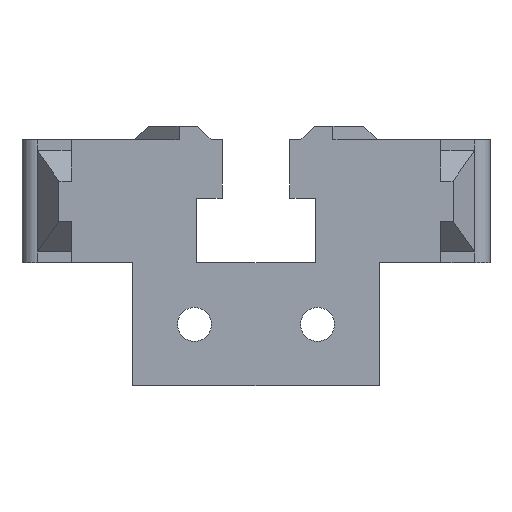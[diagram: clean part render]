
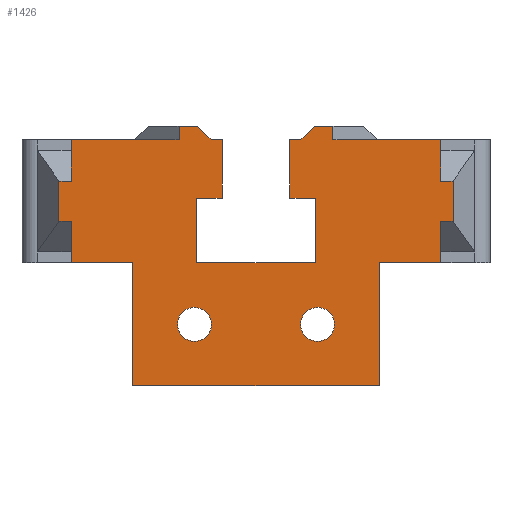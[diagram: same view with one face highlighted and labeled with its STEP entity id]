
A CAD part, front view. The second image highlights one B-rep face of the part: STEP entity #1426.
In plain terms, the highlighted planar face has unit normal (0, -1, 0).
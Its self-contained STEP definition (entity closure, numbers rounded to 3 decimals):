
#19=FACE_BOUND('',#121,.T.);
#20=FACE_BOUND('',#122,.T.);
#28=CIRCLE('',#1518,2.75);
#29=CIRCLE('',#1519,2.75);
#44=FACE_OUTER_BOUND('',#120,.T.);
#120=EDGE_LOOP('',(#978,#979,#980,#981,#982,#983,#984,#985,#986,#987,#988,
#989,#990,#991,#992,#993,#994,#995,#996,#997,#998,#999,#1000,#1001,#1002,
#1003,#1004,#1005,#1006,#1007,#1008,#1009));
#121=EDGE_LOOP('',(#1010));
#122=EDGE_LOOP('',(#1011));
#204=LINE('',#1983,#402);
#211=LINE('',#1997,#409);
#219=LINE('',#2014,#417);
#221=LINE('',#2020,#419);
#228=LINE('',#2033,#426);
#229=LINE('',#2035,#427);
#230=LINE('',#2038,#428);
#231=LINE('',#2040,#429);
#232=LINE('',#2042,#430);
#233=LINE('',#2044,#431);
#234=LINE('',#2046,#432);
#235=LINE('',#2048,#433);
#236=LINE('',#2050,#434);
#237=LINE('',#2051,#435);
#238=LINE('',#2053,#436);
#239=LINE('',#2055,#437);
#240=LINE('',#2057,#438);
#241=LINE('',#2059,#439);
#242=LINE('',#2061,#440);
#243=LINE('',#2063,#441);
#244=LINE('',#2065,#442);
#245=LINE('',#2067,#443);
#246=LINE('',#2069,#444);
#247=LINE('',#2071,#445);
#248=LINE('',#2073,#446);
#249=LINE('',#2075,#447);
#250=LINE('',#2077,#448);
#251=LINE('',#2079,#449);
#252=LINE('',#2081,#450);
#253=LINE('',#2083,#451);
#254=LINE('',#2085,#452);
#255=LINE('',#2086,#453);
#402=VECTOR('',#1608,10.);
#409=VECTOR('',#1619,10.);
#417=VECTOR('',#1629,10.);
#419=VECTOR('',#1633,10.);
#426=VECTOR('',#1644,10.);
#427=VECTOR('',#1647,10.);
#428=VECTOR('',#1650,10.);
#429=VECTOR('',#1651,10.);
#430=VECTOR('',#1652,10.);
#431=VECTOR('',#1653,10.);
#432=VECTOR('',#1654,10.);
#433=VECTOR('',#1655,10.);
#434=VECTOR('',#1656,10.);
#435=VECTOR('',#1657,10.);
#436=VECTOR('',#1658,10.);
#437=VECTOR('',#1659,10.);
#438=VECTOR('',#1660,10.);
#439=VECTOR('',#1661,10.);
#440=VECTOR('',#1662,10.);
#441=VECTOR('',#1663,10.);
#442=VECTOR('',#1664,10.);
#443=VECTOR('',#1665,10.);
#444=VECTOR('',#1666,10.);
#445=VECTOR('',#1667,10.);
#446=VECTOR('',#1668,10.);
#447=VECTOR('',#1669,10.);
#448=VECTOR('',#1670,10.);
#449=VECTOR('',#1671,10.);
#450=VECTOR('',#1672,10.);
#451=VECTOR('',#1673,10.);
#452=VECTOR('',#1674,10.);
#453=VECTOR('',#1675,10.);
#600=VERTEX_POINT('',#1980);
#601=VERTEX_POINT('',#1982);
#605=VERTEX_POINT('',#1994);
#606=VERTEX_POINT('',#1996);
#614=VERTEX_POINT('',#2012);
#615=VERTEX_POINT('',#2016);
#617=VERTEX_POINT('',#2019);
#621=VERTEX_POINT('',#2031);
#622=VERTEX_POINT('',#2037);
#623=VERTEX_POINT('',#2039);
#624=VERTEX_POINT('',#2041);
#625=VERTEX_POINT('',#2043);
#626=VERTEX_POINT('',#2045);
#627=VERTEX_POINT('',#2047);
#628=VERTEX_POINT('',#2049);
#629=VERTEX_POINT('',#2052);
#630=VERTEX_POINT('',#2054);
#631=VERTEX_POINT('',#2056);
#632=VERTEX_POINT('',#2058);
#633=VERTEX_POINT('',#2060);
#634=VERTEX_POINT('',#2062);
#635=VERTEX_POINT('',#2064);
#636=VERTEX_POINT('',#2066);
#637=VERTEX_POINT('',#2068);
#638=VERTEX_POINT('',#2070);
#639=VERTEX_POINT('',#2072);
#640=VERTEX_POINT('',#2074);
#641=VERTEX_POINT('',#2076);
#642=VERTEX_POINT('',#2078);
#643=VERTEX_POINT('',#2080);
#644=VERTEX_POINT('',#2082);
#645=VERTEX_POINT('',#2084);
#646=VERTEX_POINT('',#2087);
#647=VERTEX_POINT('',#2089);
#736=EDGE_CURVE('',#600,#601,#204,.T.);
#743=EDGE_CURVE('',#606,#605,#211,.T.);
#752=EDGE_CURVE('',#600,#614,#219,.T.);
#754=EDGE_CURVE('',#615,#617,#221,.T.);
#761=EDGE_CURVE('',#621,#605,#228,.T.);
#762=EDGE_CURVE('',#621,#601,#229,.T.);
#763=EDGE_CURVE('',#614,#622,#230,.T.);
#764=EDGE_CURVE('',#622,#623,#231,.T.);
#765=EDGE_CURVE('',#623,#624,#232,.T.);
#766=EDGE_CURVE('',#624,#625,#233,.T.);
#767=EDGE_CURVE('',#625,#626,#234,.T.);
#768=EDGE_CURVE('',#626,#627,#235,.T.);
#769=EDGE_CURVE('',#627,#628,#236,.T.);
#770=EDGE_CURVE('',#628,#617,#237,.T.);
#771=EDGE_CURVE('',#629,#615,#238,.T.);
#772=EDGE_CURVE('',#629,#630,#239,.T.);
#773=EDGE_CURVE('',#630,#631,#240,.T.);
#774=EDGE_CURVE('',#631,#632,#241,.T.);
#775=EDGE_CURVE('',#632,#633,#242,.T.);
#776=EDGE_CURVE('',#633,#634,#243,.T.);
#777=EDGE_CURVE('',#635,#634,#244,.T.);
#778=EDGE_CURVE('',#635,#636,#245,.T.);
#779=EDGE_CURVE('',#636,#637,#246,.T.);
#780=EDGE_CURVE('',#637,#638,#247,.T.);
#781=EDGE_CURVE('',#638,#639,#248,.T.);
#782=EDGE_CURVE('',#639,#640,#249,.T.);
#783=EDGE_CURVE('',#640,#641,#250,.T.);
#784=EDGE_CURVE('',#641,#642,#251,.T.);
#785=EDGE_CURVE('',#642,#643,#252,.T.);
#786=EDGE_CURVE('',#644,#643,#253,.T.);
#787=EDGE_CURVE('',#645,#644,#254,.T.);
#788=EDGE_CURVE('',#645,#606,#255,.T.);
#789=EDGE_CURVE('',#646,#646,#28,.T.);
#790=EDGE_CURVE('',#647,#647,#29,.T.);
#978=ORIENTED_EDGE('',*,*,#752,.T.);
#979=ORIENTED_EDGE('',*,*,#763,.T.);
#980=ORIENTED_EDGE('',*,*,#764,.T.);
#981=ORIENTED_EDGE('',*,*,#765,.T.);
#982=ORIENTED_EDGE('',*,*,#766,.T.);
#983=ORIENTED_EDGE('',*,*,#767,.T.);
#984=ORIENTED_EDGE('',*,*,#768,.T.);
#985=ORIENTED_EDGE('',*,*,#769,.T.);
#986=ORIENTED_EDGE('',*,*,#770,.T.);
#987=ORIENTED_EDGE('',*,*,#754,.F.);
#988=ORIENTED_EDGE('',*,*,#771,.F.);
#989=ORIENTED_EDGE('',*,*,#772,.T.);
#990=ORIENTED_EDGE('',*,*,#773,.T.);
#991=ORIENTED_EDGE('',*,*,#774,.T.);
#992=ORIENTED_EDGE('',*,*,#775,.T.);
#993=ORIENTED_EDGE('',*,*,#776,.T.);
#994=ORIENTED_EDGE('',*,*,#777,.F.);
#995=ORIENTED_EDGE('',*,*,#778,.T.);
#996=ORIENTED_EDGE('',*,*,#779,.T.);
#997=ORIENTED_EDGE('',*,*,#780,.T.);
#998=ORIENTED_EDGE('',*,*,#781,.T.);
#999=ORIENTED_EDGE('',*,*,#782,.T.);
#1000=ORIENTED_EDGE('',*,*,#783,.T.);
#1001=ORIENTED_EDGE('',*,*,#784,.T.);
#1002=ORIENTED_EDGE('',*,*,#785,.T.);
#1003=ORIENTED_EDGE('',*,*,#786,.F.);
#1004=ORIENTED_EDGE('',*,*,#787,.F.);
#1005=ORIENTED_EDGE('',*,*,#788,.T.);
#1006=ORIENTED_EDGE('',*,*,#743,.T.);
#1007=ORIENTED_EDGE('',*,*,#761,.F.);
#1008=ORIENTED_EDGE('',*,*,#762,.T.);
#1009=ORIENTED_EDGE('',*,*,#736,.F.);
#1010=ORIENTED_EDGE('',*,*,#789,.T.);
#1011=ORIENTED_EDGE('',*,*,#790,.T.);
#1354=PLANE('',#1517);
#1426=ADVANCED_FACE('',(#44,#19,#20),#1354,.T.);
#1517=AXIS2_PLACEMENT_3D('',#2036,#1648,#1649);
#1518=AXIS2_PLACEMENT_3D('',#2088,#1676,#1677);
#1519=AXIS2_PLACEMENT_3D('',#2090,#1678,#1679);
#1608=DIRECTION('',(0.707,0.,0.707));
#1619=DIRECTION('',(-1.,0.,0.));
#1629=DIRECTION('',(-1.,0.,0.));
#1633=DIRECTION('',(0.707,0.,-0.707));
#1644=DIRECTION('',(0.,0.,-1.));
#1647=DIRECTION('',(-1.,0.,0.));
#1648=DIRECTION('center_axis',(0.,-1.,0.));
#1649=DIRECTION('ref_axis',(0.,0.,-1.));
#1650=DIRECTION('',(0.,0.,-1.));
#1651=DIRECTION('',(1.,0.,0.));
#1652=DIRECTION('',(0.,0.,-1.));
#1653=DIRECTION('',(-1.,0.,0.));
#1654=DIRECTION('',(0.,0.,1.));
#1655=DIRECTION('',(1.,0.,0.));
#1656=DIRECTION('',(0.,0.,1.));
#1657=DIRECTION('',(-1.,0.,0.));
#1658=DIRECTION('',(1.,0.,0.));
#1659=DIRECTION('',(0.,0.,-1.));
#1660=DIRECTION('',(-1.,0.,0.));
#1661=DIRECTION('',(0.,0.,-1.));
#1662=DIRECTION('',(-1.,0.,0.));
#1663=DIRECTION('',(0.,0.,-1.));
#1664=DIRECTION('',(-1.,0.,0.));
#1665=DIRECTION('',(0.,0.,-1.));
#1666=DIRECTION('',(1.,0.,0.));
#1667=DIRECTION('',(0.,0.,-1.));
#1668=DIRECTION('',(1.,0.,0.));
#1669=DIRECTION('',(0.,0.,1.));
#1670=DIRECTION('',(1.,0.,0.));
#1671=DIRECTION('',(0.,0.,1.));
#1672=DIRECTION('',(1.,0.,0.));
#1673=DIRECTION('',(0.,0.,-1.));
#1674=DIRECTION('',(1.,0.,0.));
#1675=DIRECTION('',(0.,0.,1.));
#1676=DIRECTION('center_axis',(0.,1.,0.));
#1677=DIRECTION('ref_axis',(0.,0.,-1.));
#1678=DIRECTION('center_axis',(0.,1.,0.));
#1679=DIRECTION('ref_axis',(0.,0.,-1.));
#1980=CARTESIAN_POINT('',(7.3,-8.,20.));
#1982=CARTESIAN_POINT('',(9.5,-8.,22.2));
#1983=CARTESIAN_POINT('',(1.025,-8.,13.725));
#1994=CARTESIAN_POINT('',(12.5,-8.,20.));
#1996=CARTESIAN_POINT('',(30.,-8.,20.));
#1997=CARTESIAN_POINT('',(0.,-8.,20.));
#2012=CARTESIAN_POINT('',(5.5,-8.,20.));
#2014=CARTESIAN_POINT('',(0.,-8.,20.));
#2016=CARTESIAN_POINT('',(-9.5,-8.,22.2));
#2019=CARTESIAN_POINT('',(-7.3,-8.,20.));
#2020=CARTESIAN_POINT('',(-1.025,-8.,13.725));
#2031=CARTESIAN_POINT('',(12.5,-8.,22.2));
#2033=CARTESIAN_POINT('',(12.5,-8.,22.2));
#2035=CARTESIAN_POINT('',(12.5,-8.,22.2));
#2036=CARTESIAN_POINT('Origin',(0.,-8.,0.));
#2037=CARTESIAN_POINT('',(5.5,-8.,10.5));
#2038=CARTESIAN_POINT('',(5.5,-8.,10.));
#2039=CARTESIAN_POINT('',(9.65,-8.,10.5));
#2040=CARTESIAN_POINT('',(2.75,-8.,10.5));
#2041=CARTESIAN_POINT('',(9.65,-8.,0.));
#2042=CARTESIAN_POINT('',(9.65,-8.,5.25));
#2043=CARTESIAN_POINT('',(-9.65,-8.,0.));
#2044=CARTESIAN_POINT('',(4.825,-8.,0.));
#2045=CARTESIAN_POINT('',(-9.65,-8.,10.5));
#2046=CARTESIAN_POINT('',(-9.65,-8.,0.));
#2047=CARTESIAN_POINT('',(-5.5,-8.,10.5));
#2048=CARTESIAN_POINT('',(-4.825,-8.,10.5));
#2049=CARTESIAN_POINT('',(-5.5,-8.,20.));
#2050=CARTESIAN_POINT('',(-5.5,-8.,5.25));
#2051=CARTESIAN_POINT('',(0.,-8.,20.));
#2052=CARTESIAN_POINT('',(-12.5,-8.,22.2));
#2053=CARTESIAN_POINT('',(-12.5,-8.,22.2));
#2054=CARTESIAN_POINT('',(-12.5,-8.,20.));
#2055=CARTESIAN_POINT('',(-12.5,-8.,22.2));
#2056=CARTESIAN_POINT('',(-30.,-8.,20.));
#2057=CARTESIAN_POINT('',(0.,-8.,20.));
#2058=CARTESIAN_POINT('',(-30.,-8.,13.25));
#2059=CARTESIAN_POINT('',(-30.,-8.,20.));
#2060=CARTESIAN_POINT('',(-32.,-8.,13.25));
#2061=CARTESIAN_POINT('',(-30.,-8.,13.25));
#2062=CARTESIAN_POINT('',(-32.,-8.,6.75));
#2063=CARTESIAN_POINT('',(-32.,-8.,13.25));
#2064=CARTESIAN_POINT('',(-30.,-8.,6.75));
#2065=CARTESIAN_POINT('',(-30.,-8.,6.75));
#2066=CARTESIAN_POINT('',(-30.,-8.,0.));
#2067=CARTESIAN_POINT('',(-30.,-8.,20.));
#2068=CARTESIAN_POINT('',(-20.,-8.,0.));
#2069=CARTESIAN_POINT('',(-30.,-8.,0.));
#2070=CARTESIAN_POINT('',(-20.,-8.,-20.));
#2071=CARTESIAN_POINT('',(-20.,-8.,0.));
#2072=CARTESIAN_POINT('',(20.,-8.,-20.));
#2073=CARTESIAN_POINT('',(-20.,-8.,-20.));
#2074=CARTESIAN_POINT('',(20.,-8.,0.));
#2075=CARTESIAN_POINT('',(20.,-8.,0.));
#2076=CARTESIAN_POINT('',(30.,-8.,0.));
#2077=CARTESIAN_POINT('',(30.,-8.,0.));
#2078=CARTESIAN_POINT('',(30.,-8.,6.75));
#2079=CARTESIAN_POINT('',(30.,-8.,20.));
#2080=CARTESIAN_POINT('',(32.,-8.,6.75));
#2081=CARTESIAN_POINT('',(30.,-8.,6.75));
#2082=CARTESIAN_POINT('',(32.,-8.,13.25));
#2083=CARTESIAN_POINT('',(32.,-8.,13.25));
#2084=CARTESIAN_POINT('',(30.,-8.,13.25));
#2085=CARTESIAN_POINT('',(30.,-8.,13.25));
#2086=CARTESIAN_POINT('',(30.,-8.,20.));
#2087=CARTESIAN_POINT('',(10.,-8.,-7.25));
#2088=CARTESIAN_POINT('Origin',(10.,-8.,-10.));
#2089=CARTESIAN_POINT('',(-10.,-8.,-7.25));
#2090=CARTESIAN_POINT('Origin',(-10.,-8.,-10.));
